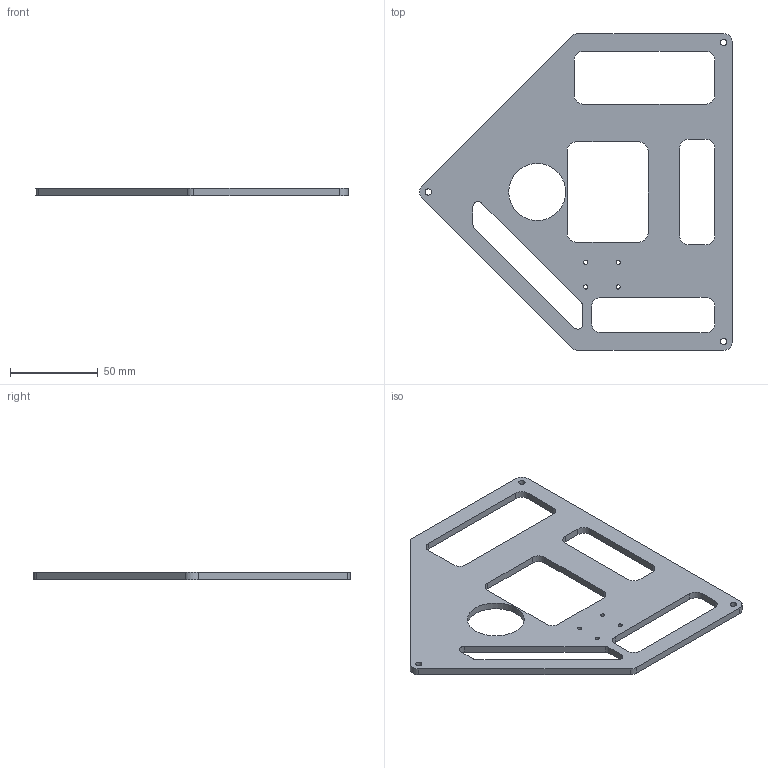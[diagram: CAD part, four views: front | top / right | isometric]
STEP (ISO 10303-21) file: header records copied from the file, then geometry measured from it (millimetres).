
FILE_DESCRIPTION(('FreeCAD Model'),'2;1');
FILE_NAME('Open CASCADE Shape Model','2026-01-01T13:40:56',('Author'),( ''),'Open CASCADE STEP processor 7.8','FreeCAD','Unknown');
FILE_SCHEMA(('AUTOMOTIVE_DESIGN { 1 0 10303 214 1 1 1 1 }'));
Length unit declared in the file: millimetre
Products named in the file (1): Roof
Bounding box: 177.91 x 180 x 4 mm (x, y, z)
Volume: 58836.8 mm3; surface area: 36361.2 mm2
Topology: 1 solids, 1 shells, 109 faces, 300 edges, 200 vertices
Faces by surface type: plane 76, cylinder 33
Full cylindrical faces by diameter (mm): 2.4 x4, 3.6 x3, 32.4 x1
Entity records: 3534 total; most frequent: CARTESIAN_POINT 610, ORIENTED_EDGE 600, DIRECTION 586, EDGE_CURVE 300, LINE 234, VECTOR 234, VERTEX_POINT 200, AXIS2_PLACEMENT_3D 176
